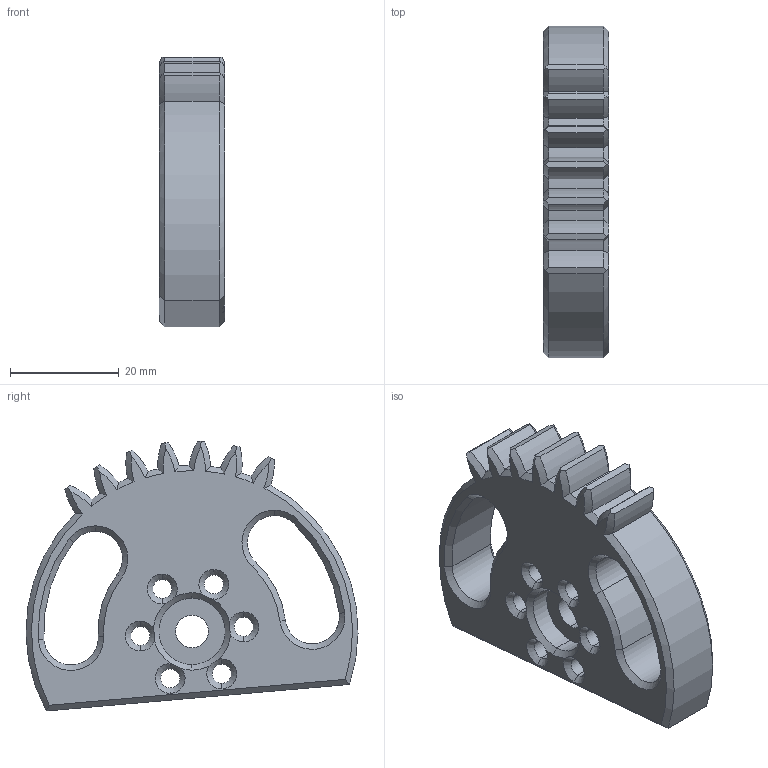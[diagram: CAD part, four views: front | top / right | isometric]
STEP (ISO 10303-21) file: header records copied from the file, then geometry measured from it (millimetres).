
FILE_DESCRIPTION (( 'STEP AP203' ), '1' );
FILE_NAME ('Gear m2 z33.STEP', '2021-07-11T12:37:49', ( '' ), ( '' ), 'SwSTEP 2.0', 'SolidWorks 2020', '' );
FILE_SCHEMA (( 'CONFIG_CONTROL_DESIGN' ));
Length unit declared in the file: millimetre
Products named in the file (1): Gear m2 z33
Bounding box: 12 x 60.99 x 49.59 mm (x, y, z)
Volume: 19495.1 mm3; surface area: 8366.2 mm2
Topology: 1 solids, 1 shells, 172 faces, 435 edges, 264 vertices
Faces by surface type: cone 93, cylinder 67, plane 12
Entity records: 5420 total; most frequent: CARTESIAN_POINT 1167, DIRECTION 923, ORIENTED_EDGE 870, EDGE_CURVE 435, AXIS2_PLACEMENT_3D 400, VERTEX_POINT 264, CIRCLE 227, EDGE_LOOP 189
